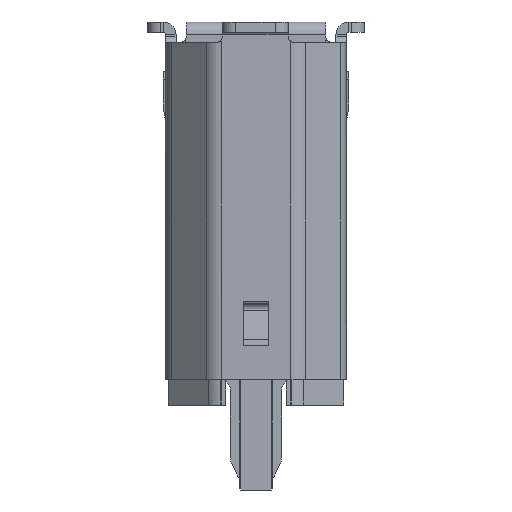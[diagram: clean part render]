
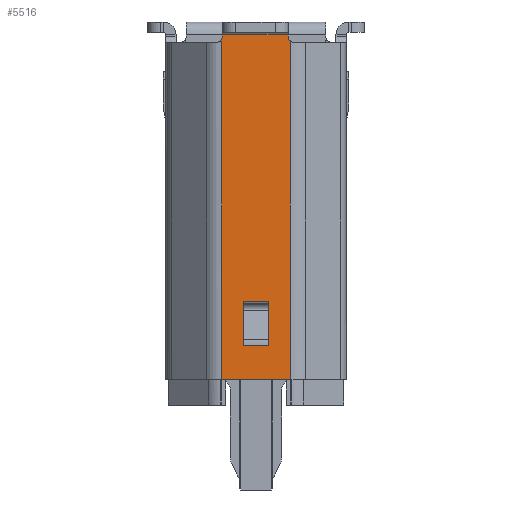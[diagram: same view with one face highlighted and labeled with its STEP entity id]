
A CAD part, left-side view. The second image highlights one B-rep face of the part: STEP entity #5516.
In plain terms, the highlighted planar face has unit normal (-1, 0, 0).
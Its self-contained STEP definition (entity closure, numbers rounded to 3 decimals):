
#983=CARTESIAN_POINT('',(-6.05,-1.25,8.5));
#984=VERTEX_POINT('',#983);
#991=CARTESIAN_POINT('',(-6.05,-1.25,8.45));
#992=VERTEX_POINT('',#991);
#993=CARTESIAN_POINT('',(-6.05,-1.25,8.5));
#994=DIRECTION('',(0.,0.,-1.));
#995=VECTOR('',#994,0.05);
#996=LINE('',#993,#995);
#997=EDGE_CURVE('',#984,#992,#996,.T.);
#1021=CARTESIAN_POINT('',(-6.05,1.3,8.5));
#1022=VERTEX_POINT('',#1021);
#1039=CARTESIAN_POINT('',(-6.05,1.3,8.45));
#1040=VERTEX_POINT('',#1039);
#1047=CARTESIAN_POINT('',(-6.05,1.3,8.45));
#1048=DIRECTION('',(0.,0.,1.));
#1049=VECTOR('',#1048,0.05);
#1050=LINE('',#1047,#1049);
#1051=EDGE_CURVE('',#1040,#1022,#1050,.T.);
#3371=CARTESIAN_POINT('',(-6.05,1.387,8.261));
#3372=VERTEX_POINT('',#3371);
#3381=CARTESIAN_POINT('',(-6.05,1.387,8.261));
#3382=CARTESIAN_POINT('',(-6.05,1.3,8.336));
#3383=CARTESIAN_POINT('',(-6.05,1.3,8.45));
#3384=(BOUNDED_CURVE()B_SPLINE_CURVE(2,(#3381,#3382,#3383),.UNSPECIFIED.,.F.,.U.)B_SPLINE_CURVE_WITH_KNOTS((3,3),(0.,0.544),.UNSPECIFIED.)CURVE()GEOMETRIC_REPRESENTATION_ITEM()RATIONAL_B_SPLINE_CURVE((0.855,0.841,1.))REPRESENTATION_ITEM(''));
#3385=EDGE_CURVE('',#3372,#1040,#3384,.T.);
#3401=CARTESIAN_POINT('',(-6.05,-1.362,8.242));
#3402=VERTEX_POINT('',#3401);
#3403=CARTESIAN_POINT('',(-6.05,-1.25,8.45));
#3404=CARTESIAN_POINT('',(-6.05,-1.25,8.316));
#3405=CARTESIAN_POINT('',(-6.05,-1.362,8.242));
#3406=(BOUNDED_CURVE()B_SPLINE_CURVE(2,(#3403,#3404,#3405),.UNSPECIFIED.,.F.,.U.)B_SPLINE_CURVE_WITH_KNOTS((3,3),(0.,0.621),.UNSPECIFIED.)CURVE()GEOMETRIC_REPRESENTATION_ITEM()RATIONAL_B_SPLINE_CURVE((1.,0.818,0.862))REPRESENTATION_ITEM(''));
#3407=EDGE_CURVE('',#992,#3402,#3406,.T.);
#3664=CARTESIAN_POINT('',(-6.05,1.3,8.5));
#3665=DIRECTION('',(0.,-1.,0.));
#3666=VECTOR('',#3665,2.55);
#3667=LINE('',#3664,#3666);
#3668=EDGE_CURVE('',#1022,#984,#3667,.T.);
#5426=CARTESIAN_POINT('',(-6.05,0.012,1.352));
#5427=DIRECTION('',(0.,-1.,0.));
#5428=DIRECTION('',(-1.,0.,0.));
#5429=AXIS2_PLACEMENT_3D('',#5426,#5428,#5427);
#5430=PLANE('',#5429);
#5431=ORIENTED_EDGE('',*,*,#1051,.F.);
#5432=ORIENTED_EDGE('',*,*,#3385,.F.);
#5433=CARTESIAN_POINT('',(-6.05,1.334,8.2));
#5434=VERTEX_POINT('',#5433);
#5435=CARTESIAN_POINT('',(-6.05,1.387,8.261));
#5436=CARTESIAN_POINT('',(-6.05,1.38,8.259));
#5437=CARTESIAN_POINT('',(-6.05,1.361,8.251));
#5438=CARTESIAN_POINT('',(-6.05,1.328,8.244));
#5439=CARTESIAN_POINT('',(-6.05,1.324,8.213));
#5440=CARTESIAN_POINT('',(-6.05,1.334,8.2));
#5441=B_SPLINE_CURVE_WITH_KNOTS('',2,(#5435,#5436,#5437,#5438,#5439,#5440),.UNSPECIFIED.,.F.,.U.,(3,1,1,1,3),(0.,0.142,0.426,0.784,1.),.UNSPECIFIED.);
#5442=EDGE_CURVE('',#3372,#5434,#5441,.T.);
#5443=ORIENTED_EDGE('',*,*,#5442,.T.);
#5444=CARTESIAN_POINT('',(-6.05,1.335,-4.853));
#5445=VERTEX_POINT('',#5444);
#5446=CARTESIAN_POINT('',(-6.05,1.334,8.2));
#5447=DIRECTION('',(0.,0.,-1.));
#5448=VECTOR('',#5447,13.05);
#5449=LINE('',#5446,#5448);
#5450=EDGE_CURVE('',#5434,#5445,#5449,.T.);
#5451=ORIENTED_EDGE('',*,*,#5450,.T.);
#5452=CARTESIAN_POINT('',(-6.05,-1.335,-4.853));
#5453=VERTEX_POINT('',#5452);
#5454=CARTESIAN_POINT('',(-6.05,1.334,-4.85));
#5455=DIRECTION('',(0.,-1.,0.));
#5456=VECTOR('',#5455,2.669);
#5457=LINE('',#5454,#5456);
#5458=EDGE_CURVE('',#5445,#5453,#5457,.T.);
#5459=ORIENTED_EDGE('',*,*,#5458,.T.);
#5460=CARTESIAN_POINT('',(-6.05,-1.334,8.2));
#5461=VERTEX_POINT('',#5460);
#5462=CARTESIAN_POINT('',(-6.05,-1.334,-4.85));
#5463=DIRECTION('',(0.,0.,1.));
#5464=VECTOR('',#5463,13.05);
#5465=LINE('',#5462,#5464);
#5466=EDGE_CURVE('',#5453,#5461,#5465,.T.);
#5467=ORIENTED_EDGE('',*,*,#5466,.T.);
#5468=CARTESIAN_POINT('',(-6.05,-1.334,8.2));
#5469=CARTESIAN_POINT('',(-6.05,-1.317,8.208));
#5470=CARTESIAN_POINT('',(-6.05,-1.327,8.242));
#5471=CARTESIAN_POINT('',(-6.05,-1.348,8.241));
#5472=CARTESIAN_POINT('',(-6.05,-1.359,8.241));
#5473=CARTESIAN_POINT('',(-6.05,-1.362,8.242));
#5474=B_SPLINE_CURVE_WITH_KNOTS('',2,(#5468,#5469,#5470,#5471,#5472,#5473),.UNSPECIFIED.,.F.,.U.,(3,1,1,1,3),(0.,0.296,0.693,0.898,1.),.UNSPECIFIED.);
#5475=EDGE_CURVE('',#5461,#3402,#5474,.T.);
#5476=ORIENTED_EDGE('',*,*,#5475,.T.);
#5477=ORIENTED_EDGE('',*,*,#3407,.F.);
#5478=ORIENTED_EDGE('',*,*,#997,.F.);
#5479=ORIENTED_EDGE('',*,*,#3668,.F.);
#5480=EDGE_LOOP('',(#5431,#5432,#5443,#5451,#5459,#5467,#5476,#5477,#5478,#5479));
#5481=FACE_OUTER_BOUND('',#5480,.T.);
#5482=CARTESIAN_POINT('',(-6.05,-0.5,-3.54));
#5483=VERTEX_POINT('',#5482);
#5484=CARTESIAN_POINT('',(-6.05,0.5,-3.54));
#5485=VERTEX_POINT('',#5484);
#5486=CARTESIAN_POINT('',(-6.05,-0.5,-3.54));
#5487=DIRECTION('',(0.,1.,0.));
#5488=VECTOR('',#5487,1.);
#5489=LINE('',#5486,#5488);
#5490=EDGE_CURVE('',#5483,#5485,#5489,.T.);
#5491=ORIENTED_EDGE('',*,*,#5490,.T.);
#5492=CARTESIAN_POINT('',(-6.05,0.5,-1.825));
#5493=VERTEX_POINT('',#5492);
#5494=CARTESIAN_POINT('',(-6.05,0.5,-3.54));
#5495=DIRECTION('',(0.,0.,1.));
#5496=VECTOR('',#5495,1.715);
#5497=LINE('',#5494,#5496);
#5498=EDGE_CURVE('',#5485,#5493,#5497,.T.);
#5499=ORIENTED_EDGE('',*,*,#5498,.T.);
#5500=CARTESIAN_POINT('',(-6.05,-0.5,-1.825));
#5501=VERTEX_POINT('',#5500);
#5502=CARTESIAN_POINT('',(-6.05,0.5,-1.825));
#5503=DIRECTION('',(0.,-1.,0.));
#5504=VECTOR('',#5503,1.);
#5505=LINE('',#5502,#5504);
#5506=EDGE_CURVE('',#5493,#5501,#5505,.T.);
#5507=ORIENTED_EDGE('',*,*,#5506,.T.);
#5508=CARTESIAN_POINT('',(-6.05,-0.5,-1.825));
#5509=DIRECTION('',(0.,0.,-1.));
#5510=VECTOR('',#5509,1.715);
#5511=LINE('',#5508,#5510);
#5512=EDGE_CURVE('',#5501,#5483,#5511,.T.);
#5513=ORIENTED_EDGE('',*,*,#5512,.T.);
#5514=EDGE_LOOP('',(#5491,#5499,#5507,#5513));
#5515=FACE_BOUND('',#5514,.T.);
#5516=ADVANCED_FACE('',(#5481,#5515),#5430,.T.);
